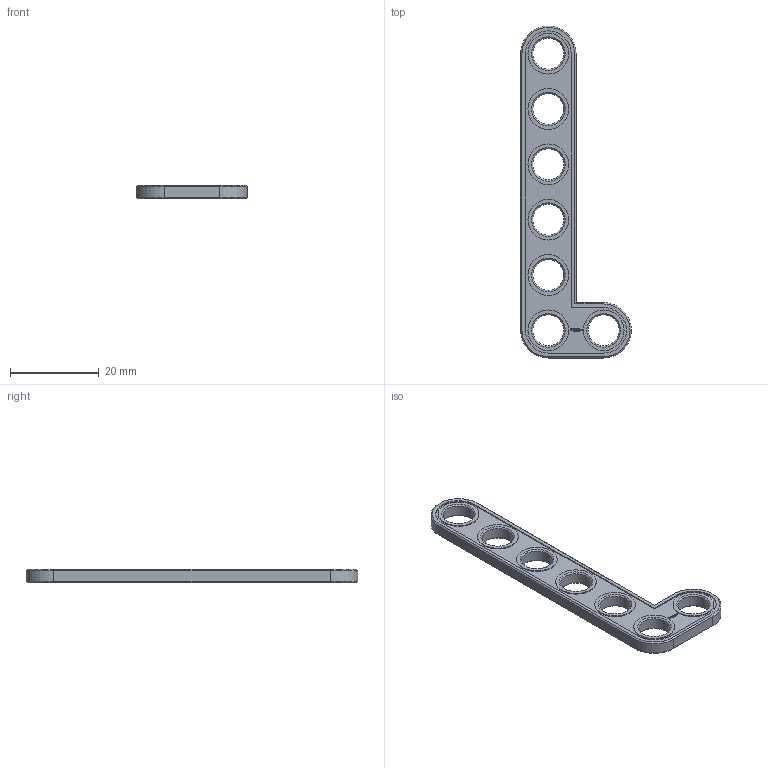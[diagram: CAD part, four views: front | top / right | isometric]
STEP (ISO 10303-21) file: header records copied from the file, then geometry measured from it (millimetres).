
FILE_DESCRIPTION(('FreeCAD Model'),'2;1');
FILE_NAME('Open CASCADE Shape Model','2022-02-08T19:41:26',( 'Paulo Kiefe'),('STEMFIE.org'),'Open CASCADE STEP processor 7.4', 'FreeCAD','Unknown');
FILE_SCHEMA(('AUTOMOTIVE_DESIGN { 1 0 10303 214 1 1 1 1 }'));
Length unit declared in the file: millimetre
Products named in the file (1): Brace_AGD_90_ASYM_ERR_BU02x06x01x00.25_-_SPN-BRC-1003_(stemfie.org)
Bounding box: 25 x 75 x 3.12 mm (x, y, z)
Volume: 2337.2 mm3; surface area: 2588.3 mm2
Topology: 1 solids, 1 shells, 580 faces, 1583 edges, 1046 vertices
Faces by surface type: plane 338, extrusion 202, cone 20, cylinder 20
Full cylindrical faces by diameter (mm): 7 x7, 9.2 x7
Entity records: 40294 total; most frequent: CARTESIAN_POINT 10133, DIRECTION 4745, VECTOR 3834, LINE 3632, ORIENTED_EDGE 3166, PCURVE 3166, DEFINITIONAL_REPRESENTATION 3166, EDGE_CURVE 1583
